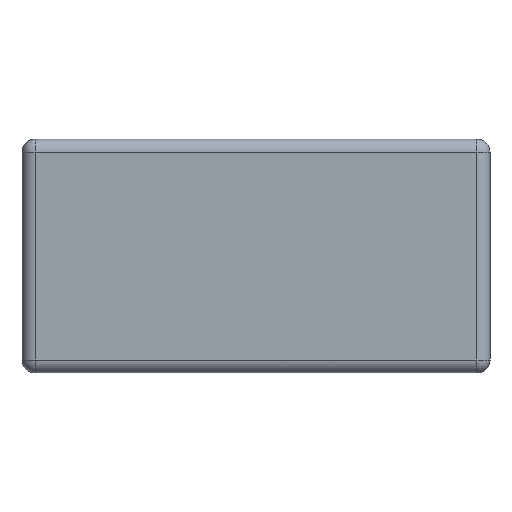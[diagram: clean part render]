
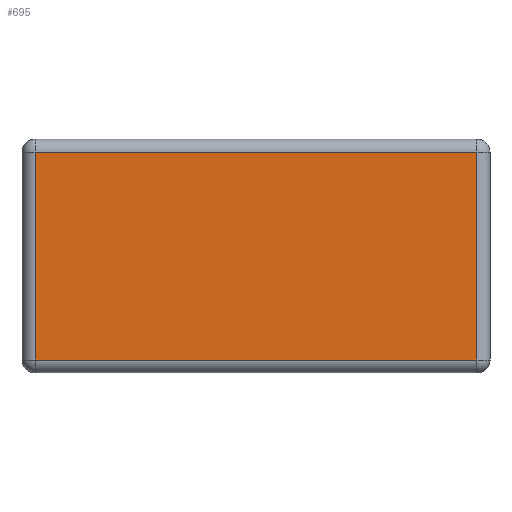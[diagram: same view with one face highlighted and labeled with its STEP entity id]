
A CAD part, left-side view. The second image highlights one B-rep face of the part: STEP entity #695.
In plain terms, the highlighted planar face has unit normal (-1, 0, 0).
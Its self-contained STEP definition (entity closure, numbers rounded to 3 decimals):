
#41=PLANE('',#791);
#87=FACE_OUTER_BOUND('',#133,.T.);
#133=EDGE_LOOP('',(#613,#614,#615,#616));
#178=LINE('',#1178,#234);
#184=LINE('',#1207,#240);
#186=LINE('',#1210,#242);
#188=LINE('',#1213,#244);
#234=VECTOR('',#968,10.);
#240=VECTOR('',#1000,10.);
#242=VECTOR('',#1004,10.);
#244=VECTOR('',#1008,10.);
#326=VERTEX_POINT('',#1152);
#331=VERTEX_POINT('',#1165);
#336=VERTEX_POINT('',#1181);
#341=VERTEX_POINT('',#1194);
#418=EDGE_CURVE('',#326,#331,#178,.T.);
#432=EDGE_CURVE('',#331,#341,#184,.T.);
#434=EDGE_CURVE('',#341,#336,#186,.T.);
#436=EDGE_CURVE('',#336,#326,#188,.T.);
#613=ORIENTED_EDGE('',*,*,#418,.F.);
#614=ORIENTED_EDGE('',*,*,#436,.F.);
#615=ORIENTED_EDGE('',*,*,#434,.F.);
#616=ORIENTED_EDGE('',*,*,#432,.F.);
#695=ADVANCED_FACE('',(#87),#41,.F.);
#791=AXIS2_PLACEMENT_3D('',#1218,#1015,#1016);
#968=DIRECTION('',(0.,-1.,0.));
#1000=DIRECTION('',(0.,0.,-1.));
#1004=DIRECTION('',(0.,1.,0.));
#1008=DIRECTION('',(0.,0.,1.));
#1015=DIRECTION('center_axis',(1.,0.,0.));
#1016=DIRECTION('ref_axis',(0.,0.,-1.));
#1152=CARTESIAN_POINT('',(-2.5,1.7,1.7));
#1165=CARTESIAN_POINT('',(-2.5,-1.7,1.7));
#1178=CARTESIAN_POINT('',(-2.5,0.9,1.7));
#1181=CARTESIAN_POINT('',(-2.5,1.7,0.1));
#1194=CARTESIAN_POINT('',(-2.5,-1.7,0.1));
#1207=CARTESIAN_POINT('',(-2.5,-1.7,1.35));
#1210=CARTESIAN_POINT('',(-2.5,-0.9,0.1));
#1213=CARTESIAN_POINT('',(-2.5,1.7,0.45));
#1218=CARTESIAN_POINT('Origin',(-2.5,0.,0.9));
